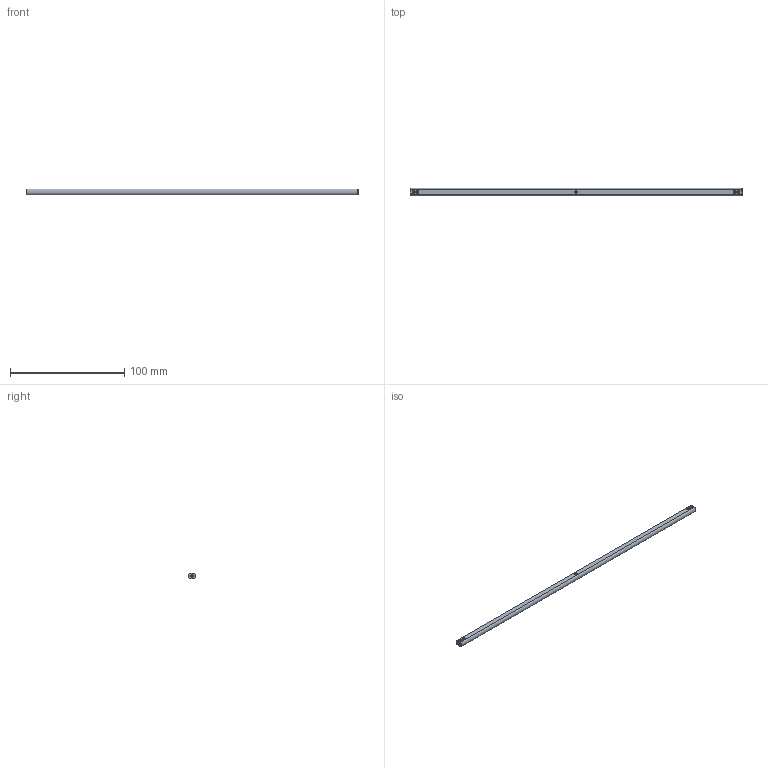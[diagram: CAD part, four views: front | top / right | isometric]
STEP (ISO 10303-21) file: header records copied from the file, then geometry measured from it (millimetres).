
FILE_DESCRIPTION(('FreeCAD Model'),'2;1');
FILE_NAME('Open CASCADE Shape Model','2024-02-04T23:51:05',(''),(''), 'Open CASCADE STEP processor 7.6','FreeCAD','Unknown');
FILE_SCHEMA(('AUTOMOTIVE_DESIGN { 1 0 10303 214 1 1 1 1 }'));
Length unit declared in the file: millimetre
Products named in the file (1): Shaft PLN BU23.25 - SPN-SFT-0093 (stemfie.org)
Bounding box: 290.62 x 6.6 x 5 mm (x, y, z)
Volume: 7601.4 mm3; surface area: 7710 mm2
Topology: 1 solids, 1 shells, 539 faces, 1516 edges, 1000 vertices
Faces by surface type: plane 307, extrusion 196, cylinder 20, cone 16
Full cylindrical faces by diameter (mm): 2 x14
Entity records: 37656 total; most frequent: CARTESIAN_POINT 8692, DIRECTION 4628, VECTOR 3756, LINE 3560, ORIENTED_EDGE 3032, PCURVE 3032, DEFINITIONAL_REPRESENTATION 3032, EDGE_CURVE 1516
